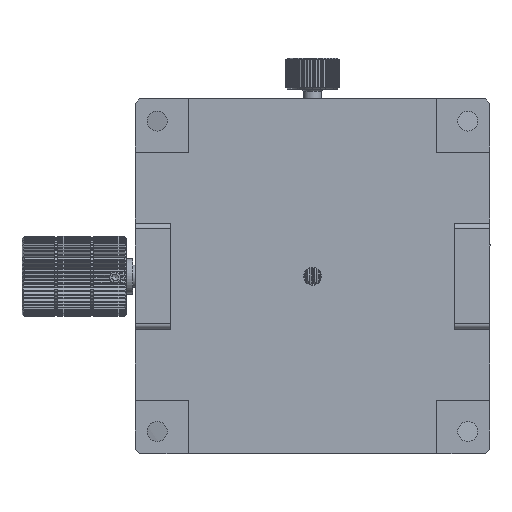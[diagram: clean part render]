
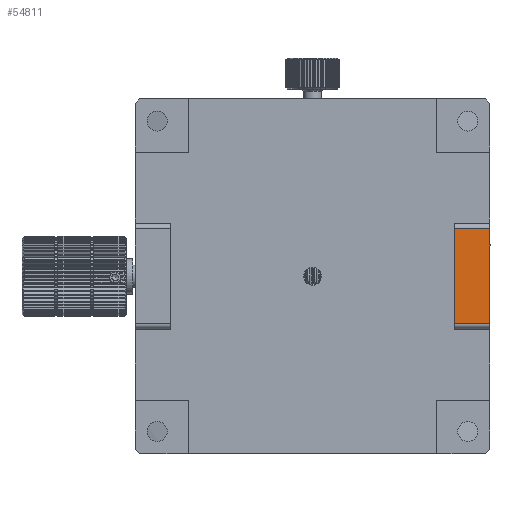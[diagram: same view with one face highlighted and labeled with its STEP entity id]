
A CAD part, top view. The second image highlights one B-rep face of the part: STEP entity #54811.
In plain terms, the highlighted planar face has unit normal (0, 0, 1).
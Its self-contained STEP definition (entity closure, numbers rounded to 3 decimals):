
#2048 = VECTOR ( 'NONE', #21327, 1000. ) ;
#5269 = EDGE_CURVE ( 'NONE', #9257, #29750, #16690, .T. ) ;
#9257 = VERTEX_POINT ( 'NONE', #55301 ) ;
#10760 = LINE ( 'NONE', #66564, #41007 ) ;
#16690 = LINE ( 'NONE', #65232, #44566 ) ;
#17571 = DIRECTION ( 'NONE',  ( 0., 1., 0. ) ) ;
#21327 = DIRECTION ( 'NONE',  ( 1., 0., 0. ) ) ;
#22206 = EDGE_CURVE ( 'NONE', #29750, #48329, #80935, .T. ) ;
#23940 = DIRECTION ( 'NONE',  ( -1., 0., 0. ) ) ;
#24380 = CARTESIAN_POINT ( 'NONE',  ( 32., -10.7, 129.2 ) ) ;
#29038 = LINE ( 'NONE', #63974, #2048 ) ;
#29750 = VERTEX_POINT ( 'NONE', #24380 ) ;
#30917 = ORIENTED_EDGE ( 'NONE', *, *, #5269, .F. ) ;
#37204 = EDGE_CURVE ( 'NONE', #9257, #59799, #10760, .T. ) ;
#39233 = DIRECTION ( 'NONE',  ( 0., 1., 0. ) ) ;
#41007 = VECTOR ( 'NONE', #17571, 1000. ) ;
#44566 = VECTOR ( 'NONE', #23940, 1000. ) ;
#48329 = VERTEX_POINT ( 'NONE', #51213 ) ;
#49545 = DIRECTION ( 'NONE',  ( 0., 0., -1. ) ) ;
#51213 = CARTESIAN_POINT ( 'NONE',  ( 32., 10.7, 129.2 ) ) ;
#54811 = ADVANCED_FACE ( 'NONE', ( #83098 ), #89473, .F. ) ;
#55004 = CARTESIAN_POINT ( 'NONE',  ( 40., 11.9, 129.2 ) ) ;
#55301 = CARTESIAN_POINT ( 'NONE',  ( 40., -10.7, 129.2 ) ) ;
#58410 = CARTESIAN_POINT ( 'NONE',  ( 40., 10.7, 129.2 ) ) ;
#59276 = EDGE_LOOP ( 'NONE', ( #30917, #85869, #74052, #75980 ) ) ;
#59799 = VERTEX_POINT ( 'NONE', #58410 ) ;
#62266 = DIRECTION ( 'NONE',  ( 0., 1., 0. ) ) ;
#63194 = AXIS2_PLACEMENT_3D ( 'NONE', #55004, #49545, #62266 ) ;
#63974 = CARTESIAN_POINT ( 'NONE',  ( 40., 10.7, 129.2 ) ) ;
#65232 = CARTESIAN_POINT ( 'NONE',  ( 40., -10.7, 129.2 ) ) ;
#66564 = CARTESIAN_POINT ( 'NONE',  ( 40., 11.9, 129.2 ) ) ;
#68641 = VECTOR ( 'NONE', #39233, 1000. ) ;
#74052 = ORIENTED_EDGE ( 'NONE', *, *, #78226, .F. ) ;
#75980 = ORIENTED_EDGE ( 'NONE', *, *, #22206, .F. ) ;
#78226 = EDGE_CURVE ( 'NONE', #48329, #59799, #29038, .T. ) ;
#80935 = LINE ( 'NONE', #83061, #68641 ) ;
#83061 = CARTESIAN_POINT ( 'NONE',  ( 32., 11.9, 129.2 ) ) ;
#83098 = FACE_OUTER_BOUND ( 'NONE', #59276, .T. ) ;
#85869 = ORIENTED_EDGE ( 'NONE', *, *, #37204, .T. ) ;
#89473 = PLANE ( 'NONE',  #63194 ) ;
